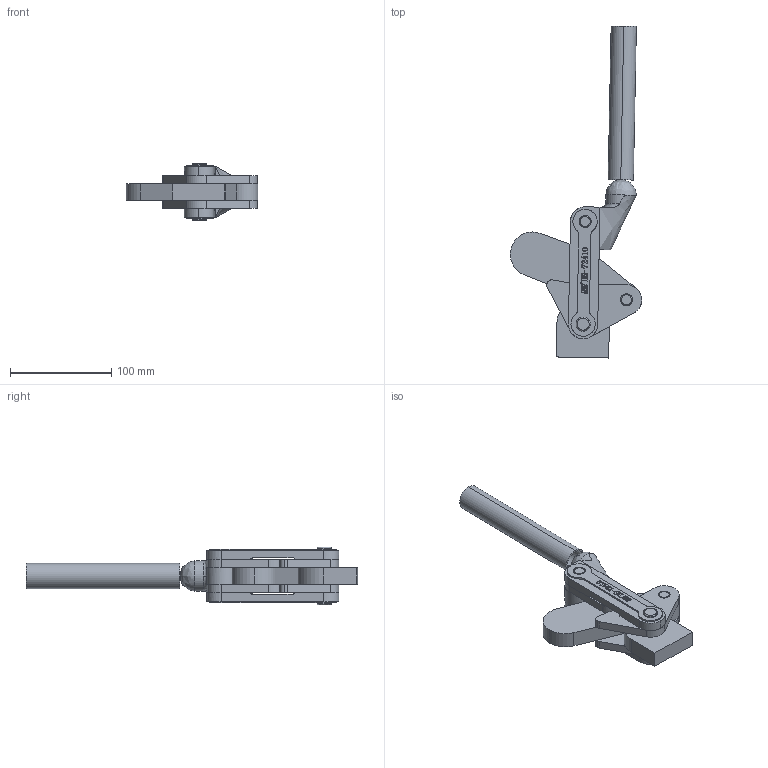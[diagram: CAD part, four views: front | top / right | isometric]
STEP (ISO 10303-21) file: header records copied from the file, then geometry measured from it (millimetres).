
FILE_DESCRIPTION (( 'STEP AP203' ), '1' );
FILE_NAME ('HS-72410 .STEP', '2019-10-11T03:26:07', ( '微软用户' ), ( '微软中国' ), 'SwSTEP 2.0', 'SolidWorks 2012', '' );
FILE_SCHEMA (( 'CONFIG_CONTROL_DESIGN' ));
Length unit declared in the file: millimetre
Products named in the file (10): HS-72410 ; 忒參奪; 蟀裝; 釱; 揤旋; 种3; 种2; 种1; 忒梟; 菁釱
Assembly tree (11 placements, depth 2):
  HS-72410 
    菁釱
    忒梟
    种1  x2
    种2
    种3
    揤旋
    釱
    蟀裝  x2
    忒參奪
Bounding box: 129.98 x 328.62 x 57 mm (x, y, z)
Volume: 352795.2 mm3; surface area: 116625.4 mm2
Topology: 12 solids, 12 shells, 527 faces, 1404 edges, 930 vertices
Faces by surface type: plane 257, bspline 131, cylinder 127, cone 12
Entity records: 24171 total; most frequent: CARTESIAN_POINT 11593, ORIENTED_EDGE 2722, DIRECTION 1737, EDGE_CURVE 1361, VERTEX_POINT 904, LINE 729, VECTOR 729, EDGE_LOOP 569
